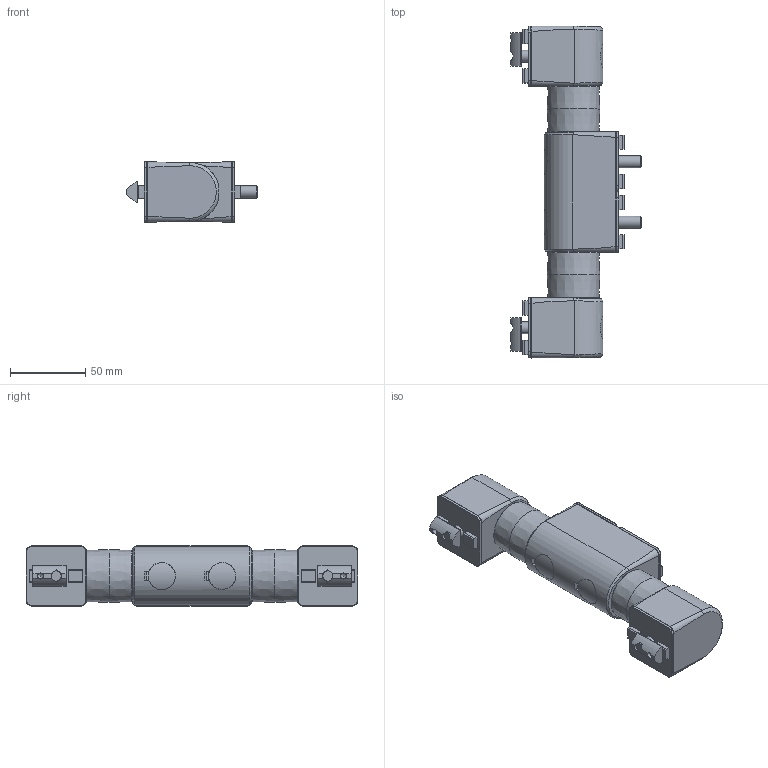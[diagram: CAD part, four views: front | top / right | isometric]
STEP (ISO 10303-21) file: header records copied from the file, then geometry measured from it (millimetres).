
FILE_DESCRIPTION(('STEP AP203'),'1');
FILE_NAME('SAFE08E6344.stp','2025-04-15T09:00:13',(' '),(' '),'Spatial InterOp 3D',' ',' ');
FILE_SCHEMA(('CONFIG_CONTROL_DESIGN'));
Length unit declared in the file: millimetre
Products named in the file (10): Articulation à friction double; Capot 8-40; Kit de fixation; Vis BHC - M8x45; Écrou 8 St M8; Cache vis; Corps 1Z40; arbre de friction; Vis CHC - M8x50; Corps 2Y40
Assembly tree (20 placements, depth 3):
  Articulation à friction double
    Capot 8-40  x5
    Kit de fixation  x2
      Vis BHC - M8x45
      Écrou 8 St M8
    Cache vis  x4
    Corps 1Z40  x2
    arbre de friction  x2
    Vis CHC - M8x50  x2
    Corps 2Y40
Bounding box: 86.3 x 220.01 x 40 mm (x, y, z)
Volume: 302603.9 mm3; surface area: 109744.9 mm2
Topology: 20 solids, 20 shells, 1152 faces, 2993 edges, 1960 vertices
Faces by surface type: plane 571, cylinder 411, cone 102, torus 66, sphere 2
Full cylindrical faces by diameter (mm): 4 x2, 6.8 x2, 8 x8, 8.4 x4, 10 x4, 13 x6, 15.3 x4, 17.87 x4, 28 x4
Entity records: 22929 total; most frequent: CARTESIAN_POINT 6197, ORIENTED_EDGE 2922, DIRECTION 2921, EDGE_CURVE 1461, AXIS2_PLACEMENT_3D 1061, VERTEX_POINT 995, LINE 799, VECTOR 799
